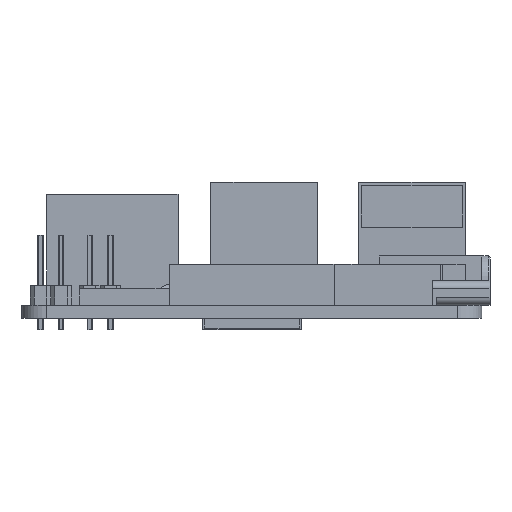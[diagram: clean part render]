
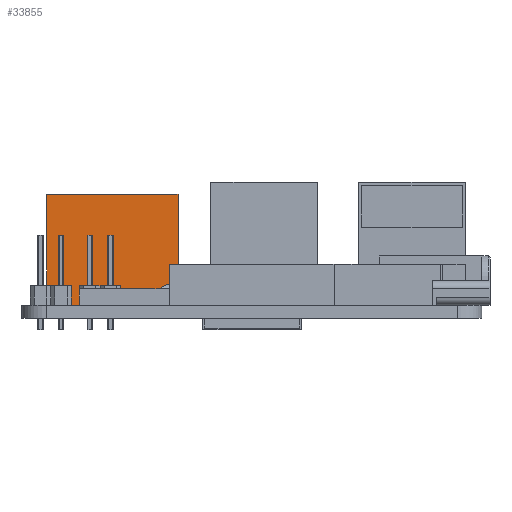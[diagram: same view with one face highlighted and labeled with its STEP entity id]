
A CAD part, left-side view. The second image highlights one B-rep face of the part: STEP entity #33855.
In plain terms, the highlighted planar face has unit normal (-1, 0, 0).
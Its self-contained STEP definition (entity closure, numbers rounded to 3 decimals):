
#2081=PLANE('',#35982);
#3837=FACE_OUTER_BOUND('',#5871,.T.);
#5871=EDGE_LOOP('',(#30965,#30966,#30967,#30968));
#10047=LINE('',#52992,#14411);
#10048=LINE('',#52994,#14412);
#10049=LINE('',#52996,#14413);
#10050=LINE('',#52997,#14414);
#14411=VECTOR('',#43608,10.);
#14412=VECTOR('',#43609,10.);
#14413=VECTOR('',#43610,10.);
#14414=VECTOR('',#43611,10.);
#17819=VERTEX_POINT('',#52990);
#17820=VERTEX_POINT('',#52991);
#17821=VERTEX_POINT('',#52993);
#17822=VERTEX_POINT('',#52995);
#22271=EDGE_CURVE('',#17819,#17820,#10047,.T.);
#22272=EDGE_CURVE('',#17820,#17821,#10048,.T.);
#22273=EDGE_CURVE('',#17821,#17822,#10049,.T.);
#22274=EDGE_CURVE('',#17822,#17819,#10050,.T.);
#30965=ORIENTED_EDGE('',*,*,#22271,.T.);
#30966=ORIENTED_EDGE('',*,*,#22272,.T.);
#30967=ORIENTED_EDGE('',*,*,#22273,.T.);
#30968=ORIENTED_EDGE('',*,*,#22274,.T.);
#33855=ADVANCED_FACE('',(#3837),#2081,.T.);
#35982=AXIS2_PLACEMENT_3D('',#52989,#43606,#43607);
#43606=DIRECTION('center_axis',(-1.,0.,0.));
#43607=DIRECTION('ref_axis',(0.,0.,1.));
#43608=DIRECTION('',(0.,-1.,0.));
#43609=DIRECTION('',(0.,0.,1.));
#43610=DIRECTION('',(0.,1.,0.));
#43611=DIRECTION('',(0.,0.,-1.));
#52989=CARTESIAN_POINT('Origin',(70.,45.,8.35));
#52990=CARTESIAN_POINT('',(70.,53.,1.6));
#52991=CARTESIAN_POINT('',(70.,37.,1.6));
#52992=CARTESIAN_POINT('',(70.,53.,1.6));
#52993=CARTESIAN_POINT('',(70.,37.,15.1));
#52994=CARTESIAN_POINT('',(70.,37.,1.6));
#52995=CARTESIAN_POINT('',(70.,53.,15.1));
#52996=CARTESIAN_POINT('',(70.,37.,15.1));
#52997=CARTESIAN_POINT('',(70.,53.,15.1));
